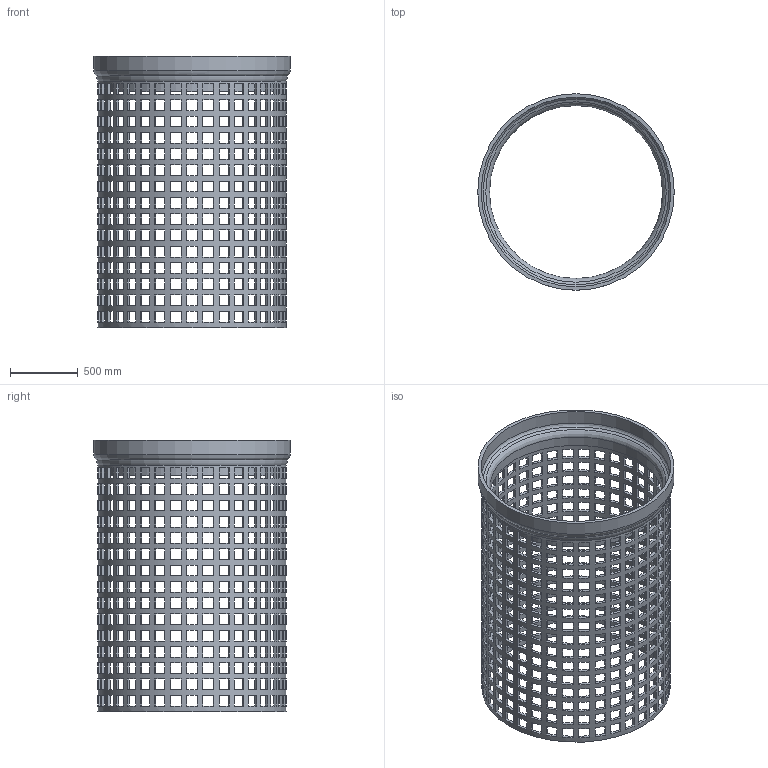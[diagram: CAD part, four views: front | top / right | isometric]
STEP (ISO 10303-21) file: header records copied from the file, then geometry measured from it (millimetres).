
FILE_DESCRIPTION(/* description */ (''),/* implementation_level */ '2;1');
FILE_NAME(/* name */ '16195.100X_3D.stp',/* time_stamp */ '2024-12-12T06:56:39+01:00',/* author */ ('CAD'),/* organization */ (''),/* preprocessor_version */ 'ST-DEVELOPER v20',/* originating_system */ 'AutoCAD Mechanical',/* authorisation */ '');
FILE_SCHEMA (('AUTOMOTIVE_DESIGN { 1 0 10303 214 3 1 1 }'));
Length unit declared in the file: centimetre
Products named in the file (1): Product
Bounding box: 1450 x 1450 x 2000 mm (x, y, z)
Volume: 119715853 mm3; surface area: 15381760.2 mm2
Topology: 2 solids, 3 shells, 2177 faces, 6609 edges, 4406 vertices
Faces by surface type: plane 2164, cylinder 6, torus 5, cone 2
Full cylindrical faces by diameter (mm): 1276.272 x1, 1326.272 x1, 1350 x1, 1390 x1, 1400 x1, 1450 x1
Entity records: 76885 total; most frequent: ORIENTED_EDGE 13216, DIRECTION 13216, CARTESIAN_POINT 13193, EDGE_CURVE 6609, AXIS2_PLACEMENT_3D 4429, VERTEX_POINT 4406, LINE 4358, VECTOR 4358
